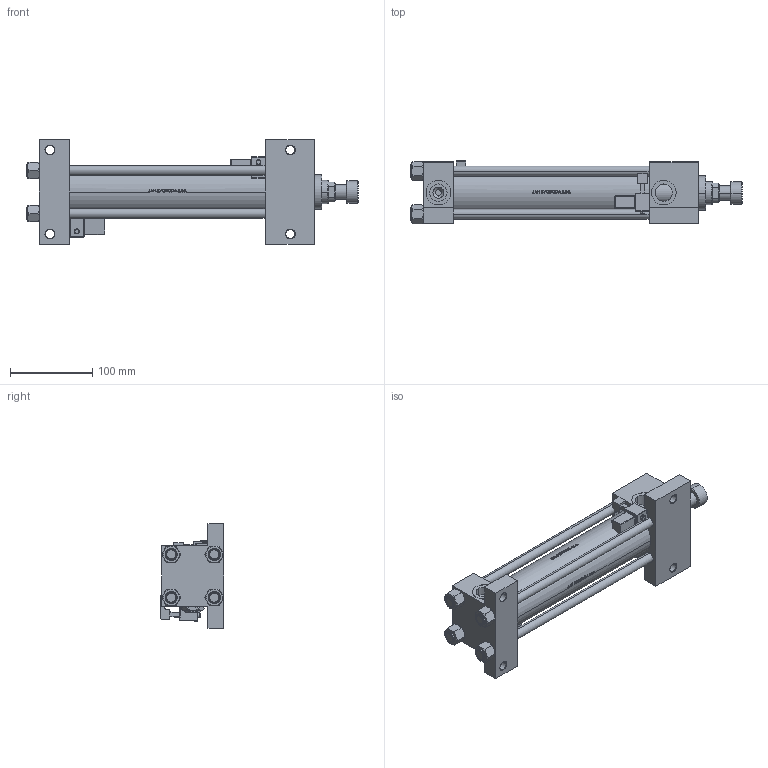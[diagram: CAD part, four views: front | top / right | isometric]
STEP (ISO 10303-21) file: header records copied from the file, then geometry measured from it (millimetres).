
FILE_DESCRIPTION (( 'STEP AP203' ), '1' );
FILE_NAME ('173d.STEP', '2024-10-23T10:44:44', ( '' ), ( '' ), 'SwSTEP 2.0', 'SolidWorks 2019', '' );
FILE_SCHEMA (( 'CONFIG_CONTROL_DESIGN' ));
Length unit declared in the file: millimetre
Products named in the file (9): Zatka_pro_OIL_PORT 227f0c0a0883b89630883584e751811d; V215CR_ROD_END_F 227f0c0a0883b89630883584e751811d; V215_VC_A 227f0c0a0883b89630883584e751811d; V215CR_G_Body 227f0c0a0883b89630883584e751811d; V215CR_G_TYCINKA 227f0c0a0883b89630883584e751811d; NUT_M5_G 227f0c0a0883b89630883584e751811d; V215CR_VCP_G 227f0c0a0883b89630883584e751811d; 173d; V215CR_MSU 227f0c0a0883b89630883584e751811d
Assembly tree (16 placements, depth 2):
  173d
    V215CR_G_Body 227f0c0a0883b89630883584e751811d
    V215CR_VCP_G 227f0c0a0883b89630883584e751811d
    V215CR_G_TYCINKA 227f0c0a0883b89630883584e751811d  x4
    NUT_M5_G 227f0c0a0883b89630883584e751811d  x4
    V215_VC_A 227f0c0a0883b89630883584e751811d
    V215CR_ROD_END_F 227f0c0a0883b89630883584e751811d
    V215CR_MSU 227f0c0a0883b89630883584e751811d  x2
    Zatka_pro_OIL_PORT 227f0c0a0883b89630883584e751811d  x2
Bounding box: 403 x 77.3 x 127 mm (x, y, z)
Volume: 1097275.2 mm3; surface area: 286006.9 mm2
Topology: 16 solids, 16 shells, 1351 faces, 3354 edges, 2109 vertices
Faces by surface type: plane 539, bspline 380, cylinder 196, cone 188, torus 24, sphere 24
Entity records: 52154 total; most frequent: CARTESIAN_POINT 27012, ORIENTED_EDGE 5626, DIRECTION 3737, EDGE_CURVE 2813, VERTEX_POINT 1811, LINE 1441, VECTOR 1441, EDGE_LOOP 1228
